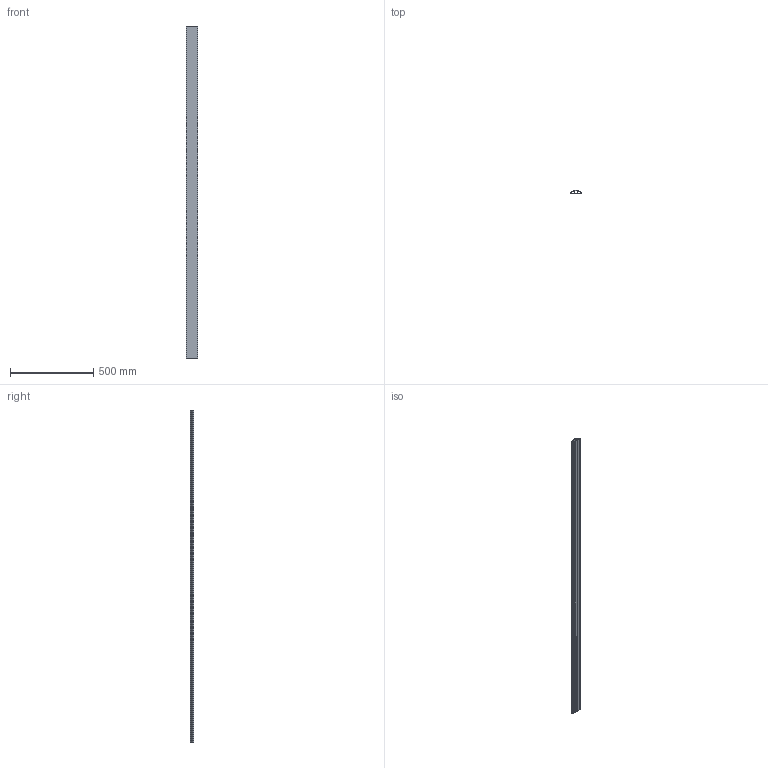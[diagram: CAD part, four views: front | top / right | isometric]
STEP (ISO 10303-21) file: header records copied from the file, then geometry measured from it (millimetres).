
FILE_DESCRIPTION (( 'STEP AP203' ), '1' );
FILE_NAME ('CKK30-070-016-3-K03 Êàáåëü-êàíàë ÝËÅÊÎÐ íàïîëüíûé 70õ16.STEP', '2016-07-08T06:00:55', ( '' ), ( '' ), 'SwSTEP 2.0', 'SolidWorks 2014', '' );
FILE_SCHEMA (( 'CONFIG_CONTROL_DESIGN' ));
Length unit declared in the file: millimetre
Products named in the file (1): CKK30-070-016-3-K03 Êàáåëü-êàíàë ÝËÅÊÎÐ íàïîëüíûé 70õ16
Bounding box: 69 x 18.1 x 2000 mm (x, y, z)
Volume: 488679.1 mm3; surface area: 805118.4 mm2
Topology: 2 solids, 2 shells, 44 faces, 120 edges, 80 vertices
Faces by surface type: plane 41, cylinder 3
Entity records: 1445 total; most frequent: CARTESIAN_POINT 245, ORIENTED_EDGE 240, DIRECTION 216, EDGE_CURVE 120, LINE 114, VECTOR 114, VERTEX_POINT 80, AXIS2_PLACEMENT_3D 51
